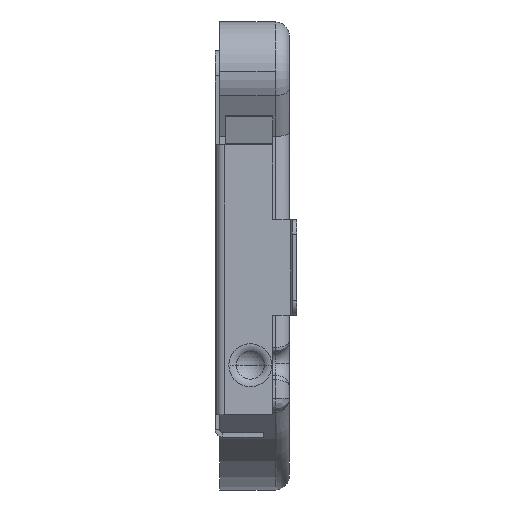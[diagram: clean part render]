
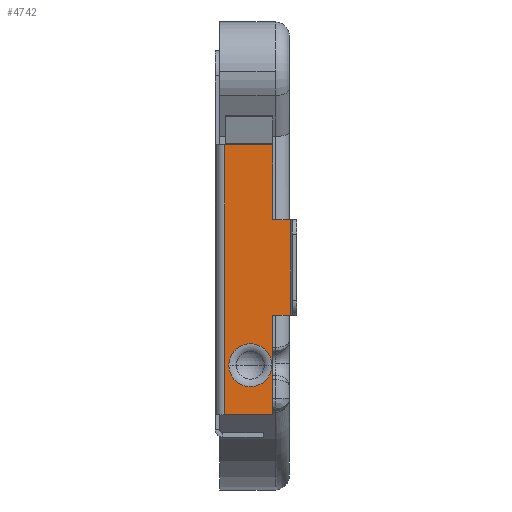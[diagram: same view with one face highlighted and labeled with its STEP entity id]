
A CAD part, left-side view. The second image highlights one B-rep face of the part: STEP entity #4742.
In plain terms, the highlighted planar face has unit normal (-1, 0, 0).
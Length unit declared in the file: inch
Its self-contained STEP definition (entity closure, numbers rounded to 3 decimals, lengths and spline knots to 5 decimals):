
#99 = CARTESIAN_POINT ( 'NONE',  ( -0.47441, 0.05, -0.14921 ) ) ;
#133 = CARTESIAN_POINT ( 'NONE',  ( -0.47441, 0.14843, 0.20669 ) ) ;
#143 = LINE ( 'NONE', #290, #3567 ) ;
#148 = VECTOR ( 'NONE', #1632, 39.37008 ) ;
#160 = ORIENTED_EDGE ( 'NONE', *, *, #1243, .T. ) ;
#290 = CARTESIAN_POINT ( 'NONE',  ( -0.47441, 0.05, 0.20669 ) ) ;
#300 = LINE ( 'NONE', #6522, #5659 ) ;
#323 = ORIENTED_EDGE ( 'NONE', *, *, #2012, .F. ) ;
#342 = VERTEX_POINT ( 'NONE', #450 ) ;
#352 = DIRECTION ( 'NONE',  ( 0., -1., 0. ) ) ;
#354 = ORIENTED_EDGE ( 'NONE', *, *, #6284, .F. ) ;
#450 = CARTESIAN_POINT ( 'NONE',  ( -0.47441, 0.15039, 0.20669 ) ) ;
#551 = VECTOR ( 'NONE', #1422, 39.37008 ) ;
#637 = CARTESIAN_POINT ( 'NONE',  ( -0.47441, 0.05, -0.3563 ) ) ;
#876 = DIRECTION ( 'NONE',  ( 0., 0., -1. ) ) ;
#895 = VECTOR ( 'NONE', #4203, 39.37008 ) ;
#961 = DIRECTION ( 'NONE',  ( 0., 0., -1. ) ) ;
#1243 = EDGE_CURVE ( 'NONE', #2878, #1884, #4443, .T. ) ;
#1253 = LINE ( 'NONE', #2095, #3101 ) ;
#1311 = VERTEX_POINT ( 'NONE', #5537 ) ;
#1422 = DIRECTION ( 'NONE',  ( 0., 1., 0. ) ) ;
#1613 = VERTEX_POINT ( 'NONE', #4345 ) ;
#1631 = EDGE_LOOP ( 'NONE', ( #3247, #1682 ) ) ;
#1632 = DIRECTION ( 'NONE',  ( 0., -1., 0. ) ) ;
#1678 = DIRECTION ( 'NONE',  ( 0., -1., 0. ) ) ;
#1682 = ORIENTED_EDGE ( 'NONE', *, *, #7011, .T. ) ;
#1741 = DIRECTION ( 'NONE',  ( -1., 0., 0. ) ) ;
#1845 = ORIENTED_EDGE ( 'NONE', *, *, #2853, .F. ) ;
#1884 = VERTEX_POINT ( 'NONE', #2374 ) ;
#1903 = VERTEX_POINT ( 'NONE', #5218 ) ;
#2012 = EDGE_CURVE ( 'NONE', #342, #4905, #143, .T. ) ;
#2041 = LINE ( 'NONE', #6613, #551 ) ;
#2065 = CARTESIAN_POINT ( 'NONE',  ( -0.47441, 0.09685, -0.25315 ) ) ;
#2095 = CARTESIAN_POINT ( 'NONE',  ( -0.47441, 0.05, 0.05079 ) ) ;
#2193 = ORIENTED_EDGE ( 'NONE', *, *, #4125, .F. ) ;
#2208 = VECTOR ( 'NONE', #2788, 39.37008 ) ;
#2374 = CARTESIAN_POINT ( 'NONE',  ( -0.47441, 0.01378, -0.14921 ) ) ;
#2375 = LINE ( 'NONE', #2468, #895 ) ;
#2468 = CARTESIAN_POINT ( 'NONE',  ( -0.47441, 0.05, -0.3563 ) ) ;
#2509 = CARTESIAN_POINT ( 'NONE',  ( -0.47441, 0.15039, -0.3563 ) ) ;
#2634 = VECTOR ( 'NONE', #6378, 39.37008 ) ;
#2666 = FACE_OUTER_BOUND ( 'NONE', #4382, .T. ) ;
#2776 = VERTEX_POINT ( 'NONE', #2509 ) ;
#2786 = CARTESIAN_POINT ( 'NONE',  ( -0.47441, 0.05, -0.14921 ) ) ;
#2788 = DIRECTION ( 'NONE',  ( 0., -1., 0. ) ) ;
#2844 = FACE_BOUND ( 'NONE', #1631, .T. ) ;
#2853 = EDGE_CURVE ( 'NONE', #2878, #4959, #300, .T. ) ;
#2878 = VERTEX_POINT ( 'NONE', #99 ) ;
#3101 = VECTOR ( 'NONE', #352, 39.37008 ) ;
#3247 = ORIENTED_EDGE ( 'NONE', *, *, #6270, .T. ) ;
#3419 = CARTESIAN_POINT ( 'NONE',  ( -0.47441, 0., 0. ) ) ;
#3444 = PLANE ( 'NONE',  #3510 ) ;
#3510 = AXIS2_PLACEMENT_3D ( 'NONE', #3419, #1741, #4011 ) ;
#3567 = VECTOR ( 'NONE', #3695, 39.37008 ) ;
#3695 = DIRECTION ( 'NONE',  ( 0., -1., 0. ) ) ;
#3813 = LINE ( 'NONE', #7143, #6365 ) ;
#4011 = DIRECTION ( 'NONE',  ( 0., -1., 0. ) ) ;
#4125 = EDGE_CURVE ( 'NONE', #6799, #4759, #1253, .T. ) ;
#4203 = DIRECTION ( 'NONE',  ( 0., 0., -1. ) ) ;
#4345 = CARTESIAN_POINT ( 'NONE',  ( -0.47441, 0.05196, -0.25315 ) ) ;
#4382 = EDGE_LOOP ( 'NONE', ( #323, #5258, #354, #1845, #160, #6265, #2193, #4464, #5316 ) ) ;
#4413 = CARTESIAN_POINT ( 'NONE',  ( -0.47441, 0.09685, -0.25315 ) ) ;
#4443 = LINE ( 'NONE', #2786, #148 ) ;
#4464 = ORIENTED_EDGE ( 'NONE', *, *, #6708, .F. ) ;
#4549 = AXIS2_PLACEMENT_3D ( 'NONE', #2065, #6586, #5470 ) ;
#4576 = CARTESIAN_POINT ( 'NONE',  ( -0.47441, 0.01378, 0.05079 ) ) ;
#4742 = ADVANCED_FACE ( 'NONE', ( #2844, #2666 ), #3444, .T. ) ;
#4759 = VERTEX_POINT ( 'NONE', #4576 ) ;
#4905 = VERTEX_POINT ( 'NONE', #133 ) ;
#4959 = VERTEX_POINT ( 'NONE', #637 ) ;
#4989 = DIRECTION ( 'NONE',  ( 1., 0., 0. ) ) ;
#5188 = CARTESIAN_POINT ( 'NONE',  ( -0.47441, 0.01378, 0.05079 ) ) ;
#5218 = CARTESIAN_POINT ( 'NONE',  ( -0.47441, 0.05, 0.20669 ) ) ;
#5258 = ORIENTED_EDGE ( 'NONE', *, *, #6271, .T. ) ;
#5316 = ORIENTED_EDGE ( 'NONE', *, *, #6529, .F. ) ;
#5385 = CIRCLE ( 'NONE', #6871, 0.04489 ) ;
#5470 = DIRECTION ( 'NONE',  ( 0., -1., 0. ) ) ;
#5472 = LINE ( 'NONE', #5188, #2634 ) ;
#5537 = CARTESIAN_POINT ( 'NONE',  ( -0.47441, 0.14174, -0.25315 ) ) ;
#5659 = VECTOR ( 'NONE', #876, 39.37008 ) ;
#5677 = CARTESIAN_POINT ( 'NONE',  ( -0.47441, 0.14843, 0.20669 ) ) ;
#6169 = LINE ( 'NONE', #5677, #2208 ) ;
#6265 = ORIENTED_EDGE ( 'NONE', *, *, #6609, .F. ) ;
#6270 = EDGE_CURVE ( 'NONE', #1613, #1311, #6802, .T. ) ;
#6271 = EDGE_CURVE ( 'NONE', #342, #2776, #3813, .T. ) ;
#6284 = EDGE_CURVE ( 'NONE', #4959, #2776, #2041, .T. ) ;
#6365 = VECTOR ( 'NONE', #961, 39.37008 ) ;
#6378 = DIRECTION ( 'NONE',  ( 0., 0., -1. ) ) ;
#6522 = CARTESIAN_POINT ( 'NONE',  ( -0.47441, 0.05, -0.3563 ) ) ;
#6529 = EDGE_CURVE ( 'NONE', #4905, #1903, #6169, .T. ) ;
#6586 = DIRECTION ( 'NONE',  ( 1., 0., 0. ) ) ;
#6609 = EDGE_CURVE ( 'NONE', #4759, #1884, #5472, .T. ) ;
#6613 = CARTESIAN_POINT ( 'NONE',  ( -0.47441, 0.16024, -0.3563 ) ) ;
#6708 = EDGE_CURVE ( 'NONE', #1903, #6799, #2375, .T. ) ;
#6799 = VERTEX_POINT ( 'NONE', #7159 ) ;
#6802 = CIRCLE ( 'NONE', #4549, 0.04489 ) ;
#6871 = AXIS2_PLACEMENT_3D ( 'NONE', #4413, #4989, #1678 ) ;
#7011 = EDGE_CURVE ( 'NONE', #1311, #1613, #5385, .T. ) ;
#7143 = CARTESIAN_POINT ( 'NONE',  ( -0.47441, 0.15039, 0. ) ) ;
#7159 = CARTESIAN_POINT ( 'NONE',  ( -0.47441, 0.05, 0.05079 ) ) ;
